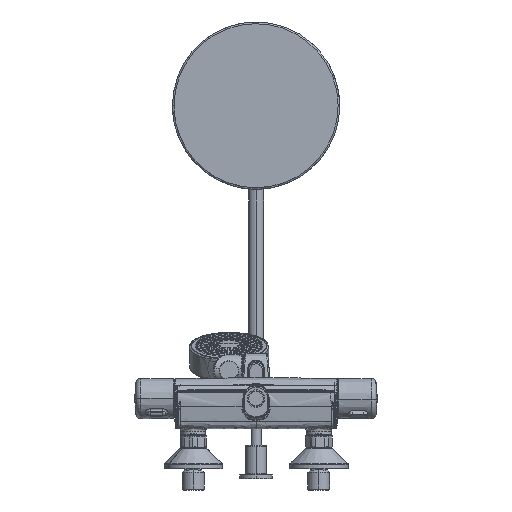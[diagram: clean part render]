
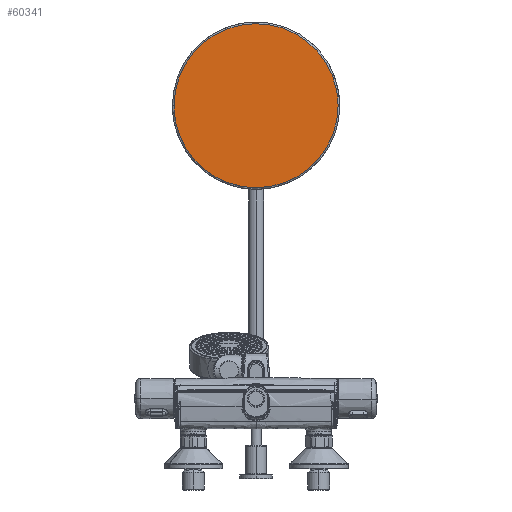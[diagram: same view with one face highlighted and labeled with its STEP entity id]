
A CAD part, front view. The second image highlights one B-rep face of the part: STEP entity #60341.
In plain terms, the highlighted planar face has unit normal (0, -1, 0).
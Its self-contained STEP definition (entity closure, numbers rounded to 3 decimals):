
#547 = EDGE_CURVE ( 'NONE', #18151, #47990, #5213, .T. ) ;
#1089 = CARTESIAN_POINT ( 'NONE',  ( 64.761, 984.9, 423.832 ) ) ;
#1578 = CARTESIAN_POINT ( 'NONE',  ( 92.995, 984.9, 381.577 ) ) ;
#4771 = CARTESIAN_POINT ( 'NONE',  ( -12.828, 984.9, 252.632 ) ) ;
#5213 = B_SPLINE_CURVE_WITH_KNOTS ( 'NONE', 3,
 ( #15889, #33698, #50529, #44815, #75206, #39664, #62249, #68190, #32653, #56529, #62494, #16406, #69766, #64064, #16683, #17182, #34998, #45848, #4771, #22603, #34731, #75993, #52109, #11523, #22869, #27993, #5543, #58088, #57818, #46882, #70016, #52885, #52364, #58353 ),
 .UNSPECIFIED., .F., .F.,
 ( 4, 2, 2, 2, 2, 2, 2, 2, 2, 2, 2, 2, 2, 2, 2, 2, 4 ),
 ( 0., 0.031, 0.062, 0.094, 0.125, 0.156, 0.187, 0.219, 0.25, 0.281, 0.313, 0.344, 0.375, 0.406, 0.438, 0.469, 0.5 ),
 .UNSPECIFIED. ) ;
#5543 = CARTESIAN_POINT ( 'NONE',  ( -77.921, 984.9, 290.221 ) ) ;
#6431 = ORIENTED_EDGE ( 'NONE', *, *, #547, .F. ) ;
#7034 = CARTESIAN_POINT ( 'NONE',  ( 49.113, 984.9, 435.048 ) ) ;
#7293 = CARTESIAN_POINT ( 'NONE',  ( -98., 984.9, 350. ) ) ;
#8041 = CARTESIAN_POINT ( 'NONE',  ( 85.048, 984.9, 399.113 ) ) ;
#11523 = CARTESIAN_POINT ( 'NONE',  ( -59.779, 984.9, 272.079 ) ) ;
#12529 = DIRECTION ( 'NONE',  ( 0., 1., 0. ) ) ;
#13243 = CARTESIAN_POINT ( 'NONE',  ( 73.832, 984.9, 414.761 ) ) ;
#13749 = CARTESIAN_POINT ( 'NONE',  ( -6.414, 984.9, 448. ) ) ;
#15889 = CARTESIAN_POINT ( 'NONE',  ( 98., 984.9, 350. ) ) ;
#16406 = CARTESIAN_POINT ( 'NONE',  ( 49.113, 984.9, 264.952 ) ) ;
#16683 = CARTESIAN_POINT ( 'NONE',  ( 25.41, 984.9, 255.134 ) ) ;
#17182 = CARTESIAN_POINT ( 'NONE',  ( 12.828, 984.9, 252.632 ) ) ;
#18151 = VERTEX_POINT ( 'NONE', #31141 ) ;
#18924 = CARTESIAN_POINT ( 'NONE',  ( -92.995, 984.9, 381.577 ) ) ;
#19178 = CARTESIAN_POINT ( 'NONE',  ( -31.577, 984.9, 442.995 ) ) ;
#19427 = CARTESIAN_POINT ( 'NONE',  ( -77.921, 984.9, 409.779 ) ) ;
#19677 = CARTESIAN_POINT ( 'NONE',  ( -85.048, 984.9, 399.113 ) ) ;
#22603 = CARTESIAN_POINT ( 'NONE',  ( -25.41, 984.9, 255.134 ) ) ;
#22869 = CARTESIAN_POINT ( 'NONE',  ( -64.761, 984.9, 276.168 ) ) ;
#24849 = CARTESIAN_POINT ( 'NONE',  ( -25.41, 984.9, 444.866 ) ) ;
#25323 = CARTESIAN_POINT ( 'NONE',  ( -98., 984.9, 356.414 ) ) ;
#25580 = CARTESIAN_POINT ( 'NONE',  ( 6.414, 984.9, 448. ) ) ;
#27993 = CARTESIAN_POINT ( 'NONE',  ( -73.832, 984.9, 285.239 ) ) ;
#30815 = CARTESIAN_POINT ( 'NONE',  ( 0., 984.9, 350. ) ) ;
#31141 = CARTESIAN_POINT ( 'NONE',  ( 98., 984.9, 350. ) ) ;
#31542 = CARTESIAN_POINT ( 'NONE',  ( 59.779, 984.9, 427.921 ) ) ;
#32653 = CARTESIAN_POINT ( 'NONE',  ( 73.832, 984.9, 285.239 ) ) ;
#33698 = CARTESIAN_POINT ( 'NONE',  ( 98., 984.9, 343.586 ) ) ;
#34731 = CARTESIAN_POINT ( 'NONE',  ( -31.577, 984.9, 257.005 ) ) ;
#34998 = CARTESIAN_POINT ( 'NONE',  ( 6.414, 984.9, 252. ) ) ;
#36719 = CARTESIAN_POINT ( 'NONE',  ( 12.828, 984.9, 447.368 ) ) ;
#36974 = CARTESIAN_POINT ( 'NONE',  ( -94.866, 984.9, 375.41 ) ) ;
#37217 = CARTESIAN_POINT ( 'NONE',  ( -59.779, 984.9, 427.921 ) ) ;
#39664 = CARTESIAN_POINT ( 'NONE',  ( 88.086, 984.9, 306.571 ) ) ;
#40088 = AXIS2_PLACEMENT_3D ( 'NONE', #30815, #12529, #60149 ) ;
#42436 = CARTESIAN_POINT ( 'NONE',  ( 98., 984.9, 350. ) ) ;
#42684 = CARTESIAN_POINT ( 'NONE',  ( -49.113, 984.9, 435.048 ) ) ;
#43438 = CARTESIAN_POINT ( 'NONE',  ( 31.577, 984.9, 442.995 ) ) ;
#44815 = CARTESIAN_POINT ( 'NONE',  ( 94.866, 984.9, 324.59 ) ) ;
#45848 = CARTESIAN_POINT ( 'NONE',  ( -6.414, 984.9, 252. ) ) ;
#46882 = CARTESIAN_POINT ( 'NONE',  ( -92.995, 984.9, 318.423 ) ) ;
#47990 = VERTEX_POINT ( 'NONE', #72895 ) ;
#48388 = CARTESIAN_POINT ( 'NONE',  ( -12.828, 984.9, 447.368 ) ) ;
#48892 = CARTESIAN_POINT ( 'NONE',  ( 88.086, 984.9, 393.429 ) ) ;
#50529 = CARTESIAN_POINT ( 'NONE',  ( 97.368, 984.9, 337.172 ) ) ;
#51723 = B_SPLINE_CURVE_WITH_KNOTS ( 'NONE', 3,
 ( #7293, #25323, #72297, #36974, #18924, #60354, #19677, #19427, #60600, #54379, #37217, #42684, #67317, #19178, #24849, #48388, #13749, #25580, #36719, #66312, #43438, #67058, #7034, #31542, #1089, #13243, #73032, #8041, #48892, #1578, #72541, #61118, #54630, #42436 ),
 .UNSPECIFIED., .F., .F.,
 ( 4, 2, 2, 2, 2, 2, 2, 2, 2, 2, 2, 2, 2, 2, 2, 2, 4 ),
 ( 0.5, 0.531, 0.563, 0.594, 0.625, 0.656, 0.688, 0.719, 0.75, 0.781, 0.813, 0.844, 0.875, 0.906, 0.938, 0.969, 1. ),
 .UNSPECIFIED. ) ;
#52109 = CARTESIAN_POINT ( 'NONE',  ( -49.113, 984.9, 264.952 ) ) ;
#52364 = CARTESIAN_POINT ( 'NONE',  ( -98., 984.9, 343.586 ) ) ;
#52885 = CARTESIAN_POINT ( 'NONE',  ( -97.368, 984.9, 337.172 ) ) ;
#54379 = CARTESIAN_POINT ( 'NONE',  ( -64.761, 984.9, 423.832 ) ) ;
#54630 = CARTESIAN_POINT ( 'NONE',  ( 98., 984.9, 356.414 ) ) ;
#56529 = CARTESIAN_POINT ( 'NONE',  ( 64.761, 984.9, 276.168 ) ) ;
#57818 = CARTESIAN_POINT ( 'NONE',  ( -88.086, 984.9, 306.571 ) ) ;
#58088 = CARTESIAN_POINT ( 'NONE',  ( -85.048, 984.9, 300.887 ) ) ;
#58353 = CARTESIAN_POINT ( 'NONE',  ( -98., 984.9, 350. ) ) ;
#60149 = DIRECTION ( 'NONE',  ( 1., 0., 0. ) ) ;
#60341 = ADVANCED_FACE ( 'NONE', ( #71378 ), #65859, .F. ) ;
#60354 = CARTESIAN_POINT ( 'NONE',  ( -88.086, 984.9, 393.429 ) ) ;
#60600 = CARTESIAN_POINT ( 'NONE',  ( -73.832, 984.9, 414.761 ) ) ;
#61118 = CARTESIAN_POINT ( 'NONE',  ( 97.368, 984.9, 362.828 ) ) ;
#62249 = CARTESIAN_POINT ( 'NONE',  ( 85.048, 984.9, 300.887 ) ) ;
#62494 = CARTESIAN_POINT ( 'NONE',  ( 59.779, 984.9, 272.079 ) ) ;
#64064 = CARTESIAN_POINT ( 'NONE',  ( 31.577, 984.9, 257.005 ) ) ;
#65859 = PLANE ( 'NONE',  #40088 ) ;
#66312 = CARTESIAN_POINT ( 'NONE',  ( 25.41, 984.9, 444.866 ) ) ;
#67058 = CARTESIAN_POINT ( 'NONE',  ( 43.429, 984.9, 438.086 ) ) ;
#67317 = CARTESIAN_POINT ( 'NONE',  ( -43.429, 984.9, 438.086 ) ) ;
#68190 = CARTESIAN_POINT ( 'NONE',  ( 77.921, 984.9, 290.221 ) ) ;
#69766 = CARTESIAN_POINT ( 'NONE',  ( 43.429, 984.9, 261.914 ) ) ;
#70016 = CARTESIAN_POINT ( 'NONE',  ( -94.866, 984.9, 324.59 ) ) ;
#70199 = EDGE_CURVE ( 'NONE', #47990, #18151, #51723, .T. ) ;
#71378 = FACE_OUTER_BOUND ( 'NONE', #75676, .T. ) ;
#71398 = ORIENTED_EDGE ( 'NONE', *, *, #70199, .F. ) ;
#72297 = CARTESIAN_POINT ( 'NONE',  ( -97.368, 984.9, 362.828 ) ) ;
#72541 = CARTESIAN_POINT ( 'NONE',  ( 94.866, 984.9, 375.41 ) ) ;
#72895 = CARTESIAN_POINT ( 'NONE',  ( -98., 984.9, 350. ) ) ;
#73032 = CARTESIAN_POINT ( 'NONE',  ( 77.921, 984.9, 409.779 ) ) ;
#75206 = CARTESIAN_POINT ( 'NONE',  ( 92.995, 984.9, 318.423 ) ) ;
#75676 = EDGE_LOOP ( 'NONE', ( #6431, #71398 ) ) ;
#75993 = CARTESIAN_POINT ( 'NONE',  ( -43.429, 984.9, 261.914 ) ) ;
